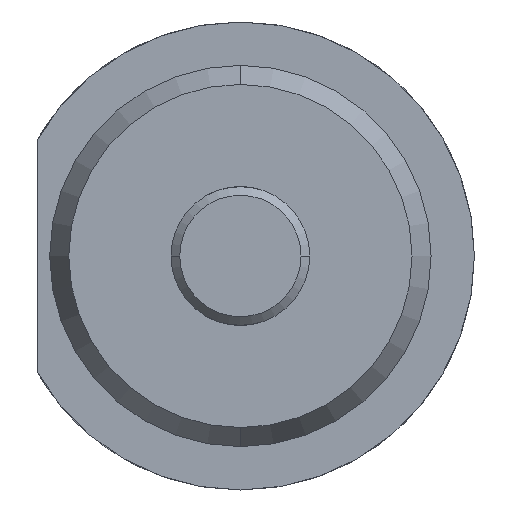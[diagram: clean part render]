
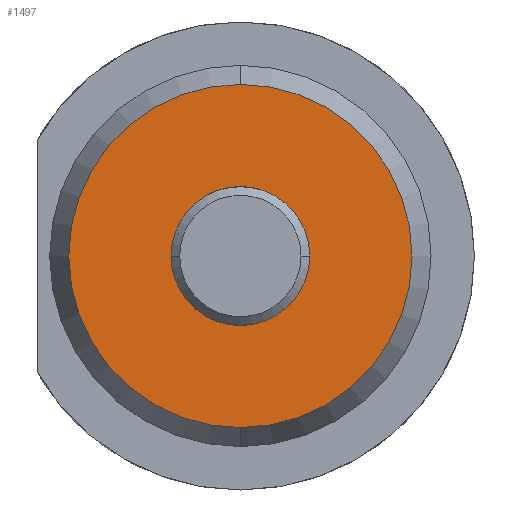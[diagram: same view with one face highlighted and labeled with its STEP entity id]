
A CAD part, left-side view. The second image highlights one B-rep face of the part: STEP entity #1497.
In plain terms, the highlighted planar face has unit normal (-1, 0, 0).
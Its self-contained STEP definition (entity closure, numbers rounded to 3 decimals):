
#185=CARTESIAN_POINT('',(-20.,0.,0.));
#186=DIRECTION('',(-1.,0.,0.));
#187=DIRECTION('',(0.,0.,1.));
#188=AXIS2_PLACEMENT_3D('',#185,#186,#187);
#190=CARTESIAN_POINT('',(-20.,0.,0.));
#191=DIRECTION('',(-1.,0.,0.));
#192=DIRECTION('',(0.,0.,-1.));
#193=AXIS2_PLACEMENT_3D('',#190,#191,#192);
#195=CARTESIAN_POINT('',(-20.,0.,0.));
#196=DIRECTION('',(-1.,0.,0.));
#197=DIRECTION('',(0.,1.,0.));
#198=AXIS2_PLACEMENT_3D('',#195,#196,#197);
#200=CARTESIAN_POINT('',(-20.,0.,0.));
#201=DIRECTION('',(-1.,0.,0.));
#202=DIRECTION('',(0.,-1.,0.));
#203=AXIS2_PLACEMENT_3D('',#200,#201,#202);
#906=CARTESIAN_POINT('',(-20.,0.,9.9));
#907=CARTESIAN_POINT('',(-20.,0.,-9.9));
#908=VERTEX_POINT('',#906);
#909=VERTEX_POINT('',#907);
#942=CARTESIAN_POINT('',(-20.,4.,0.));
#943=CARTESIAN_POINT('',(-20.,-4.,0.));
#944=VERTEX_POINT('',#942);
#945=VERTEX_POINT('',#943);
#1481=CARTESIAN_POINT('',(-20.,0.,0.));
#1482=DIRECTION('',(-1.,0.,0.));
#1483=DIRECTION('',(0.,0.,1.));
#1484=AXIS2_PLACEMENT_3D('',#1481,#1482,#1483);
#1485=PLANE('',#1484);
#1486=ORIENTED_EDGE('',*,*,#1464,.F.);
#1488=ORIENTED_EDGE('',*,*,#1487,.F.);
#1489=EDGE_LOOP('',(#1486,#1488));
#1490=FACE_OUTER_BOUND('',#1489,.F.);
#1492=ORIENTED_EDGE('',*,*,#1491,.T.);
#1494=ORIENTED_EDGE('',*,*,#1493,.T.);
#1495=EDGE_LOOP('',(#1492,#1494));
#1496=FACE_BOUND('',#1495,.F.);
#1497=ADVANCED_FACE('',(#1490,#1496),#1485,.T.);
#189=CIRCLE('',#188,9.9);
#194=CIRCLE('',#193,9.9);
#199=CIRCLE('',#198,4.);
#204=CIRCLE('',#203,4.);
#1464=EDGE_CURVE('',#908,#909,#189,.T.);
#1487=EDGE_CURVE('',#909,#908,#194,.T.);
#1491=EDGE_CURVE('',#944,#945,#199,.T.);
#1493=EDGE_CURVE('',#945,#944,#204,.T.);
